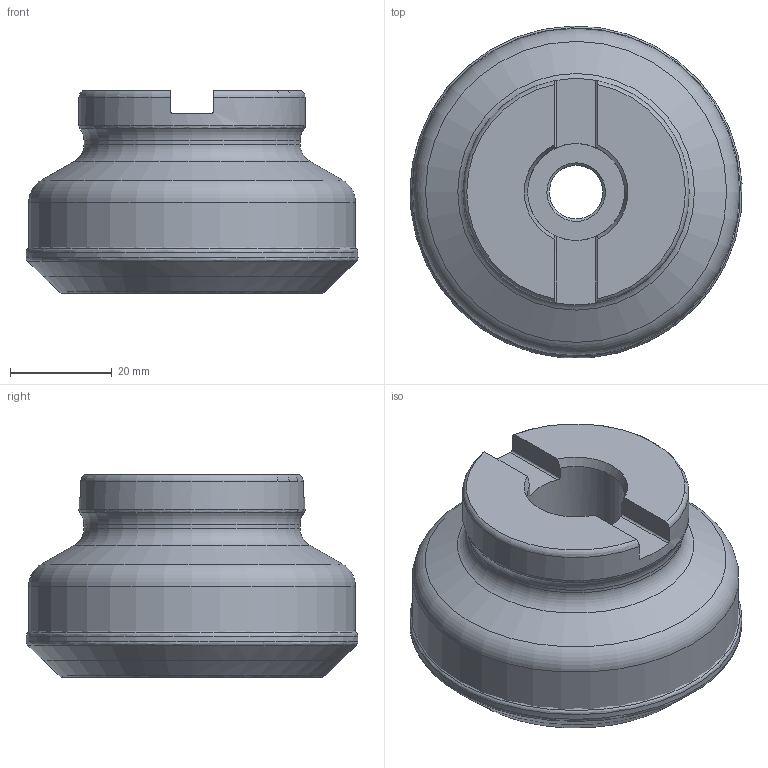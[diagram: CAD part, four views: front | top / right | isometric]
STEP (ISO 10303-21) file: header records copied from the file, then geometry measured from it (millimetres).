
FILE_DESCRIPTION(/* description */ (''),/* implementation_level */ '2;1');
FILE_NAME(/* name */ 'E-Catalog-F45-SEKT12-D200Z5S075I.stp',/* time_stamp */ '2023-04-19T15:34:28+09:00',/* author */ (''),/* organization */ (''),/* preprocessor_version */ 'ST-DEVELOPER v16',/* originating_system */ 'SIEMENS PLM Software NX 10.0',/* authorisation */ '');
FILE_SCHEMA (('AP203_CONFIGURATION_CONTROLLED_3D_DESIGN_OF_MECHANICAL_PARTS_AND_ASSEMBLIES_MIM_LF { 1 0 10303 403 2 1 2}'));
Length unit declared in the file: millimetre
Products named in the file (1): 10223BA0B540cm0l
Bounding box: 65.23 x 65.16 x 39.8 mm (x, y, z)
Volume: 78857.8 mm3; surface area: 20770.7 mm2
Topology: 1 solids, 2 shells, 66 faces, 195 edges, 153 vertices
Faces by surface type: revolution 21, torus 14, plane 12, cylinder 11, cone 7, bspline 1
Full cylindrical faces by diameter (mm): 10.5 x1, 16 x1, 19.05 x1, 20.05 x1, 42.45 x1, 44.45 x1, 64.2 x1
Entity records: 2132 total; most frequent: CARTESIAN_POINT 732, DIRECTION 265, ORIENTED_EDGE 194, EDGE_LOOP 116, AXIS2_PLACEMENT_3D 106, FACE_BOUND 100, EDGE_CURVE 97, VERTEX_POINT 81
